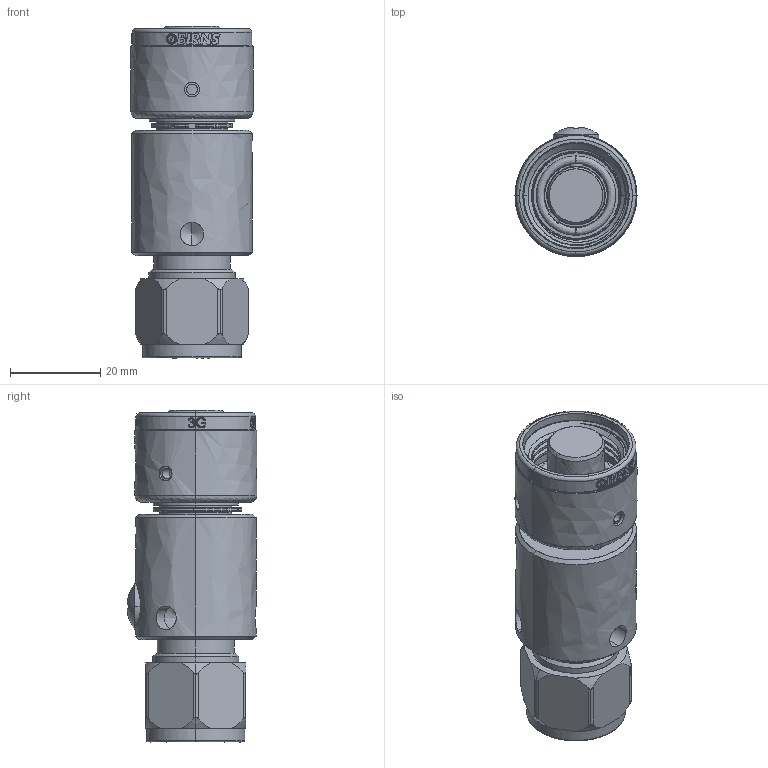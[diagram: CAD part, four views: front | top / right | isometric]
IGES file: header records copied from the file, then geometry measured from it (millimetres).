
Global section: file name: 3G-CP-OF.igs; native system: AutoCAD-17.2s (LMS Tech) (Microsoft Windows NT Version 5.1 (x86)); preprocessor: Autodesk IGES Translator Mechanical Desktop 2009 (Feb 21 2008) from Autodesk, Inc.; date: 20091119.123613; units: inch
Bounding box: 26.99 x 28.68 x 73.41 mm (x, y, z)
Surface area: 17071 mm2 (no closed solid volume)
Topology: 0 solids, 0 shells, 677 faces, 7513 edges, 7500 vertices
Faces by surface type: bspline 677
